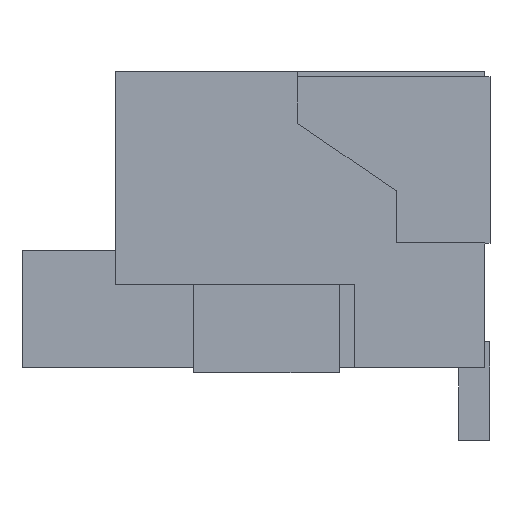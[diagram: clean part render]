
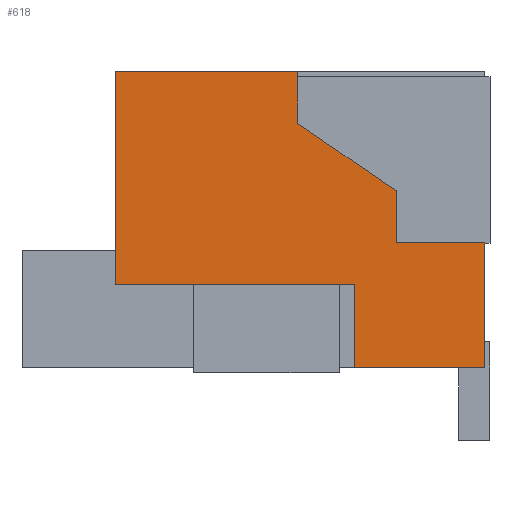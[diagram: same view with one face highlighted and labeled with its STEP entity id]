
A CAD part, left-side view. The second image highlights one B-rep face of the part: STEP entity #618.
In plain terms, the highlighted planar face has unit normal (-1, 0, 0).
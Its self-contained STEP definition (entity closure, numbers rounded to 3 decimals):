
#10 = LINE ( 'NONE', #3828, #2766 ) ;
#13 = CARTESIAN_POINT ( 'NONE',  ( -4., 1.8, 0.55 ) ) ;
#44 = CARTESIAN_POINT ( 'NONE',  ( -4., 2.6, -2.85 ) ) ;
#143 = ORIENTED_EDGE ( 'NONE', *, *, #3362, .T. ) ;
#166 = CARTESIAN_POINT ( 'NONE',  ( -4., 7.2, -1.25 ) ) ;
#191 = VECTOR ( 'NONE', #204, 1000. ) ;
#204 = DIRECTION ( 'NONE',  ( 0., 1., 0. ) ) ;
#225 = ORIENTED_EDGE ( 'NONE', *, *, #2047, .T. ) ;
#236 = CARTESIAN_POINT ( 'NONE',  ( -4., 0.1, -2.85 ) ) ;
#252 = VERTEX_POINT ( 'NONE', #1726 ) ;
#285 = DIRECTION ( 'NONE',  ( -1., 0., 0. ) ) ;
#305 = CARTESIAN_POINT ( 'NONE',  ( -4., 7.2, -2.85 ) ) ;
#336 = EDGE_CURVE ( 'NONE', #4081, #1614, #2510, .T. ) ;
#350 = CARTESIAN_POINT ( 'NONE',  ( -4., 0.1, 2.85 ) ) ;
#496 = ORIENTED_EDGE ( 'NONE', *, *, #1523, .T. ) ;
#562 = CARTESIAN_POINT ( 'NONE',  ( -4., 0.1, -0.45 ) ) ;
#569 = DIRECTION ( 'NONE',  ( 0., -1., 0. ) ) ;
#618 = ADVANCED_FACE ( 'NONE', ( #4266 ), #2668, .T. ) ;
#680 = EDGE_CURVE ( 'NONE', #3967, #1938, #1783, .T. ) ;
#691 = AXIS2_PLACEMENT_3D ( 'NONE', #2729, #285, #3099 ) ;
#723 = DIRECTION ( 'NONE',  ( 0., 0., 1. ) ) ;
#821 = LINE ( 'NONE', #2698, #1950 ) ;
#938 = DIRECTION ( 'NONE',  ( 0., -1., 0. ) ) ;
#1124 = EDGE_CURVE ( 'NONE', #3666, #2978, #3911, .T. ) ;
#1174 = VECTOR ( 'NONE', #3507, 1000. ) ;
#1264 = CARTESIAN_POINT ( 'NONE',  ( -4., 2.6, -1.25 ) ) ;
#1317 = EDGE_CURVE ( 'NONE', #1820, #1579, #821, .T. ) ;
#1432 = ORIENTED_EDGE ( 'NONE', *, *, #2098, .T. ) ;
#1523 = EDGE_CURVE ( 'NONE', #3410, #4081, #4309, .T. ) ;
#1579 = VERTEX_POINT ( 'NONE', #1264 ) ;
#1614 = VERTEX_POINT ( 'NONE', #1680 ) ;
#1633 = EDGE_CURVE ( 'NONE', #252, #3666, #10, .T. ) ;
#1680 = CARTESIAN_POINT ( 'NONE',  ( -4., 0.1, -0.45 ) ) ;
#1724 = ORIENTED_EDGE ( 'NONE', *, *, #336, .T. ) ;
#1726 = CARTESIAN_POINT ( 'NONE',  ( -4., 1.8, -0.45 ) ) ;
#1729 = DIRECTION ( 'NONE',  ( 0., 0.825, 0.565 ) ) ;
#1783 = LINE ( 'NONE', #3784, #2671 ) ;
#1820 = VERTEX_POINT ( 'NONE', #166 ) ;
#1825 = ORIENTED_EDGE ( 'NONE', *, *, #3974, .T. ) ;
#1868 = VECTOR ( 'NONE', #3512, 1000. ) ;
#1938 = VERTEX_POINT ( 'NONE', #2315 ) ;
#1950 = VECTOR ( 'NONE', #569, 1000. ) ;
#2047 = EDGE_CURVE ( 'NONE', #1938, #1820, #2642, .T. ) ;
#2078 = ORIENTED_EDGE ( 'NONE', *, *, #680, .T. ) ;
#2083 = ORIENTED_EDGE ( 'NONE', *, *, #1633, .T. ) ;
#2091 = CARTESIAN_POINT ( 'NONE',  ( -4., 3.7, 1.85 ) ) ;
#2098 = EDGE_CURVE ( 'NONE', #1579, #3410, #2587, .T. ) ;
#2130 = VECTOR ( 'NONE', #1729, 1000. ) ;
#2139 = LINE ( 'NONE', #4053, #1174 ) ;
#2230 = CARTESIAN_POINT ( 'NONE',  ( -4., 3.7, 2.85 ) ) ;
#2315 = CARTESIAN_POINT ( 'NONE',  ( -4., 7.2, 2.85 ) ) ;
#2342 = ORIENTED_EDGE ( 'NONE', *, *, #1124, .T. ) ;
#2510 = LINE ( 'NONE', #350, #4271 ) ;
#2537 = VECTOR ( 'NONE', #3440, 1000. ) ;
#2587 = LINE ( 'NONE', #44, #1868 ) ;
#2590 = CARTESIAN_POINT ( 'NONE',  ( -4., 1.8, 0.55 ) ) ;
#2642 = LINE ( 'NONE', #305, #2537 ) ;
#2668 = PLANE ( 'NONE',  #691 ) ;
#2671 = VECTOR ( 'NONE', #3768, 1000. ) ;
#2698 = CARTESIAN_POINT ( 'NONE',  ( -4., 0.1, -1.25 ) ) ;
#2729 = CARTESIAN_POINT ( 'NONE',  ( -4., 0.1, -2.85 ) ) ;
#2766 = VECTOR ( 'NONE', #723, 1000. ) ;
#2978 = VERTEX_POINT ( 'NONE', #2091 ) ;
#3027 = CARTESIAN_POINT ( 'NONE',  ( -4., 0.1, -2.85 ) ) ;
#3099 = DIRECTION ( 'NONE',  ( 0., 0., 1. ) ) ;
#3243 = LINE ( 'NONE', #562, #191 ) ;
#3362 = EDGE_CURVE ( 'NONE', #2978, #3967, #2139, .T. ) ;
#3410 = VERTEX_POINT ( 'NONE', #4160 ) ;
#3440 = DIRECTION ( 'NONE',  ( 0., 0., -1. ) ) ;
#3467 = ORIENTED_EDGE ( 'NONE', *, *, #1317, .T. ) ;
#3507 = DIRECTION ( 'NONE',  ( 0., 0., 1. ) ) ;
#3512 = DIRECTION ( 'NONE',  ( 0., 0., -1. ) ) ;
#3666 = VERTEX_POINT ( 'NONE', #2590 ) ;
#3768 = DIRECTION ( 'NONE',  ( 0., 1., 0. ) ) ;
#3784 = CARTESIAN_POINT ( 'NONE',  ( -4., 0.1, 2.85 ) ) ;
#3828 = CARTESIAN_POINT ( 'NONE',  ( -4., 1.8, -2.85 ) ) ;
#3829 = DIRECTION ( 'NONE',  ( 0., 0., 1. ) ) ;
#3911 = LINE ( 'NONE', #13, #2130 ) ;
#3967 = VERTEX_POINT ( 'NONE', #2230 ) ;
#3974 = EDGE_CURVE ( 'NONE', #1614, #252, #3243, .T. ) ;
#4053 = CARTESIAN_POINT ( 'NONE',  ( -4., 3.7, -2.85 ) ) ;
#4062 = VECTOR ( 'NONE', #938, 1000. ) ;
#4081 = VERTEX_POINT ( 'NONE', #236 ) ;
#4142 = EDGE_LOOP ( 'NONE', ( #1432, #496, #1724, #1825, #2083, #2342, #143, #2078, #225, #3467 ) ) ;
#4160 = CARTESIAN_POINT ( 'NONE',  ( -4., 2.6, -2.85 ) ) ;
#4266 = FACE_OUTER_BOUND ( 'NONE', #4142, .T. ) ;
#4271 = VECTOR ( 'NONE', #3829, 1000. ) ;
#4309 = LINE ( 'NONE', #3027, #4062 ) ;
